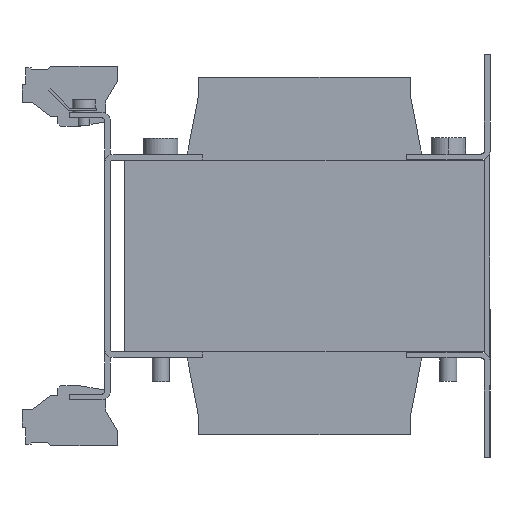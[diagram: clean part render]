
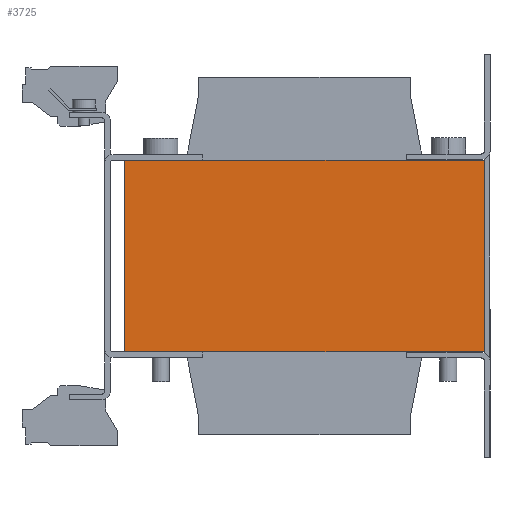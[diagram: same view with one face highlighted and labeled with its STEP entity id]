
A CAD part, left-side view. The second image highlights one B-rep face of the part: STEP entity #3725.
In plain terms, the highlighted planar face has unit normal (-1, 0, 0).
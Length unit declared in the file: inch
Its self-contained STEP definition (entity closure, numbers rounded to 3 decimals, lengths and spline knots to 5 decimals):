
#379 = CARTESIAN_POINT ( 'NONE',  ( -2.95276, 0., -1.30906 ) ) ;
#1059 = VERTEX_POINT ( 'NONE', #9734 ) ;
#1366 = ORIENTED_EDGE ( 'NONE', *, *, #7473, .F. ) ;
#1458 = CARTESIAN_POINT ( 'NONE',  ( -2.95276, -2.46063, 1.30906 ) ) ;
#1716 = DIRECTION ( 'NONE',  ( 0., -1., 0. ) ) ;
#1733 = EDGE_CURVE ( 'NONE', #1793, #1059, #9176, .T. ) ;
#1793 = VERTEX_POINT ( 'NONE', #9172 ) ;
#1820 = LINE ( 'NONE', #379, #4185 ) ;
#2146 = CARTESIAN_POINT ( 'NONE',  ( -2.95276, 0., 1.30906 ) ) ;
#2563 = CARTESIAN_POINT ( 'NONE',  ( -2.95276, -2.46063, -1.30906 ) ) ;
#2974 = ORIENTED_EDGE ( 'NONE', *, *, #5989, .T. ) ;
#3716 = CARTESIAN_POINT ( 'NONE',  ( -2.95276, 0., 1.30906 ) ) ;
#3725 = ADVANCED_FACE ( 'NONE', ( #7510 ), #8282, .F. ) ;
#4185 = VECTOR ( 'NONE', #1716, 39.37008 ) ;
#4233 = ORIENTED_EDGE ( 'NONE', *, *, #7482, .T. ) ;
#4490 = LINE ( 'NONE', #3716, #7301 ) ;
#5223 = DIRECTION ( 'NONE',  ( 1., 0., 0. ) ) ;
#5298 = DIRECTION ( 'NONE',  ( 0., 0., 1. ) ) ;
#5989 = EDGE_CURVE ( 'NONE', #1793, #6824, #1820, .T. ) ;
#5995 = ORIENTED_EDGE ( 'NONE', *, *, #1733, .F. ) ;
#6737 = EDGE_LOOP ( 'NONE', ( #4233, #1366, #5995, #2974 ) ) ;
#6824 = VERTEX_POINT ( 'NONE', #2563 ) ;
#6828 = DIRECTION ( 'NONE',  ( 0., -1., 0. ) ) ;
#6890 = DIRECTION ( 'NONE',  ( 0., 0., 1. ) ) ;
#6892 = CARTESIAN_POINT ( 'NONE',  ( -2.95276, -2.46063, 1.30906 ) ) ;
#7236 = AXIS2_PLACEMENT_3D ( 'NONE', #2146, #5223, #9746 ) ;
#7301 = VECTOR ( 'NONE', #6828, 39.37008 ) ;
#7432 = LINE ( 'NONE', #1458, #10046 ) ;
#7473 = EDGE_CURVE ( 'NONE', #1059, #9192, #4490, .T. ) ;
#7482 = EDGE_CURVE ( 'NONE', #6824, #9192, #7432, .T. ) ;
#7510 = FACE_OUTER_BOUND ( 'NONE', #6737, .T. ) ;
#8282 = PLANE ( 'NONE',  #7236 ) ;
#9172 = CARTESIAN_POINT ( 'NONE',  ( -2.95276, 2.46067, -1.30906 ) ) ;
#9175 = VECTOR ( 'NONE', #6890, 39.37008 ) ;
#9176 = LINE ( 'NONE', #9783, #9175 ) ;
#9192 = VERTEX_POINT ( 'NONE', #6892 ) ;
#9734 = CARTESIAN_POINT ( 'NONE',  ( -2.95276, 2.46067, 1.30906 ) ) ;
#9746 = DIRECTION ( 'NONE',  ( 0., 0., -1. ) ) ;
#9783 = CARTESIAN_POINT ( 'NONE',  ( -2.95276, 2.46067, 1.30906 ) ) ;
#10046 = VECTOR ( 'NONE', #5298, 39.37008 ) ;
